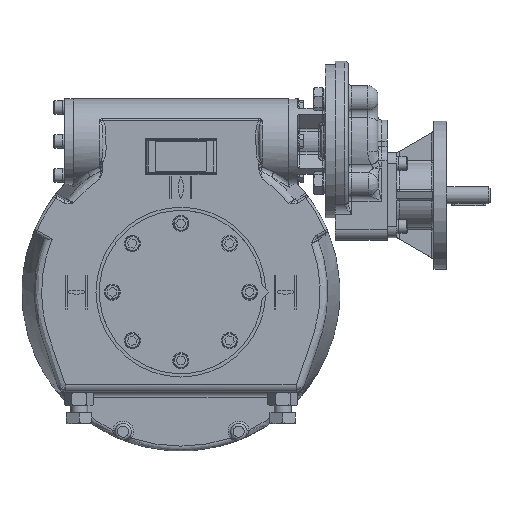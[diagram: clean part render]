
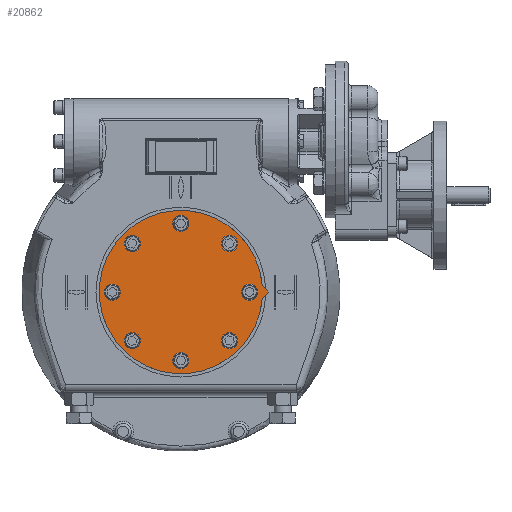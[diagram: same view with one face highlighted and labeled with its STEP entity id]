
A CAD part, top view. The second image highlights one B-rep face of the part: STEP entity #20862.
In plain terms, the highlighted planar face has unit normal (0, 0, 1).
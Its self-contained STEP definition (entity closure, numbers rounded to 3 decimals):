
#2197=CIRCLE('',#25794,96.25);
#2206=CIRCLE('',#25807,6.5);
#2207=CIRCLE('',#25808,6.5);
#2208=CIRCLE('',#25809,6.5);
#2209=CIRCLE('',#25810,6.5);
#2210=CIRCLE('',#25811,6.5);
#2211=CIRCLE('',#25812,6.5);
#2212=CIRCLE('',#25813,6.5);
#2213=CIRCLE('',#25814,6.5);
#7157=ORIENTED_EDGE('',*,*,#10781,.F.);
#7158=ORIENTED_EDGE('',*,*,#10782,.F.);
#7159=ORIENTED_EDGE('',*,*,#10783,.F.);
#7160=ORIENTED_EDGE('',*,*,#10784,.F.);
#7161=ORIENTED_EDGE('',*,*,#10785,.F.);
#7162=ORIENTED_EDGE('',*,*,#10786,.F.);
#7163=ORIENTED_EDGE('',*,*,#10787,.F.);
#7164=ORIENTED_EDGE('',*,*,#10788,.F.);
#7165=ORIENTED_EDGE('',*,*,#10766,.T.);
#7166=ORIENTED_EDGE('',*,*,#10770,.T.);
#7167=ORIENTED_EDGE('',*,*,#10772,.T.);
#10766=EDGE_CURVE('',#13241,#13240,#2197,.T.);
#10770=EDGE_CURVE('',#13240,#13243,#14776,.T.);
#10772=EDGE_CURVE('',#13243,#13241,#14778,.T.);
#10781=EDGE_CURVE('',#13252,#13252,#2206,.T.);
#10782=EDGE_CURVE('',#13253,#13253,#2207,.T.);
#10783=EDGE_CURVE('',#13254,#13254,#2208,.T.);
#10784=EDGE_CURVE('',#13255,#13255,#2209,.T.);
#10785=EDGE_CURVE('',#13256,#13256,#2210,.T.);
#10786=EDGE_CURVE('',#13257,#13257,#2211,.T.);
#10787=EDGE_CURVE('',#13258,#13258,#2212,.T.);
#10788=EDGE_CURVE('',#13259,#13259,#2213,.T.);
#13240=VERTEX_POINT('',#51678);
#13241=VERTEX_POINT('',#51680);
#13243=VERTEX_POINT('',#51686);
#13252=VERTEX_POINT('',#51710);
#13253=VERTEX_POINT('',#51712);
#13254=VERTEX_POINT('',#51714);
#13255=VERTEX_POINT('',#51716);
#13256=VERTEX_POINT('',#51718);
#13257=VERTEX_POINT('',#51720);
#13258=VERTEX_POINT('',#51722);
#13259=VERTEX_POINT('',#51724);
#14776=LINE('',#51687,#16183);
#14778=LINE('',#51690,#16185);
#16183=VECTOR('',#30776,1000.);
#16185=VECTOR('',#30780,1000.);
#17617=EDGE_LOOP('',(#7157));
#17618=EDGE_LOOP('',(#7158));
#17619=EDGE_LOOP('',(#7159));
#17620=EDGE_LOOP('',(#7160));
#17621=EDGE_LOOP('',(#7161));
#17622=EDGE_LOOP('',(#7162));
#17623=EDGE_LOOP('',(#7163));
#17624=EDGE_LOOP('',(#7164));
#17625=EDGE_LOOP('',(#7165,#7166,#7167));
#19121=FACE_BOUND('',#17617,.T.);
#19122=FACE_BOUND('',#17618,.T.);
#19123=FACE_BOUND('',#17619,.T.);
#19124=FACE_BOUND('',#17620,.T.);
#19125=FACE_BOUND('',#17621,.T.);
#19126=FACE_BOUND('',#17622,.T.);
#19127=FACE_BOUND('',#17623,.T.);
#19128=FACE_BOUND('',#17624,.T.);
#19129=FACE_BOUND('',#17625,.T.);
#19781=PLANE('',#25806);
#20862=ADVANCED_FACE('',(#19121,#19122,#19123,#19124,#19125,#19126,#19127,
#19128,#19129),#19781,.T.);
#25794=AXIS2_PLACEMENT_3D('',#51679,#30769,#30770);
#25806=AXIS2_PLACEMENT_3D('',#51708,#30799,#30800);
#25807=AXIS2_PLACEMENT_3D('',#51709,#30801,#30802);
#25808=AXIS2_PLACEMENT_3D('',#51711,#30803,#30804);
#25809=AXIS2_PLACEMENT_3D('',#51713,#30805,#30806);
#25810=AXIS2_PLACEMENT_3D('',#51715,#30807,#30808);
#25811=AXIS2_PLACEMENT_3D('',#51717,#30809,#30810);
#25812=AXIS2_PLACEMENT_3D('',#51719,#30811,#30812);
#25813=AXIS2_PLACEMENT_3D('',#51721,#30813,#30814);
#25814=AXIS2_PLACEMENT_3D('',#51723,#30815,#30816);
#30769=DIRECTION('',(0.,0.,1.));
#30770=DIRECTION('',(1.,0.,0.));
#30776=DIRECTION('',(0.707,0.707,0.));
#30780=DIRECTION('',(-0.707,0.707,0.));
#30799=DIRECTION('',(0.,0.,1.));
#30800=DIRECTION('',(1.,0.,0.));
#30801=DIRECTION('',(0.,0.,1.));
#30802=DIRECTION('',(0.707,0.707,0.));
#30803=DIRECTION('',(0.,0.,1.));
#30804=DIRECTION('',(0.,1.,0.));
#30805=DIRECTION('',(0.,0.,1.));
#30806=DIRECTION('',(-0.707,0.707,0.));
#30807=DIRECTION('',(0.,0.,1.));
#30808=DIRECTION('',(-1.,0.,0.));
#30809=DIRECTION('',(0.,0.,1.));
#30810=DIRECTION('',(-0.707,-0.707,0.));
#30811=DIRECTION('',(0.,0.,1.));
#30812=DIRECTION('',(0.,-1.,0.));
#30813=DIRECTION('',(0.,0.,1.));
#30814=DIRECTION('',(0.707,-0.707,0.));
#30815=DIRECTION('',(0.,0.,1.));
#30816=DIRECTION('',(1.,0.,0.));
#51678=CARTESIAN_POINT('',(95.932,-7.818,54.15));
#51679=CARTESIAN_POINT('',(0.,0.,54.15));
#51680=CARTESIAN_POINT('',(95.932,7.818,54.15));
#51686=CARTESIAN_POINT('',(103.75,0.,54.15));
#51687=CARTESIAN_POINT('',(95.932,-7.818,54.15));
#51690=CARTESIAN_POINT('',(103.75,0.,54.15));
#51708=CARTESIAN_POINT('',(0.,0.,54.15));
#51709=CARTESIAN_POINT('',(-57.276,57.276,54.15));
#51710=CARTESIAN_POINT('',(-52.679,61.872,54.15));
#51711=CARTESIAN_POINT('',(-81.,0.,54.15));
#51712=CARTESIAN_POINT('',(-81.,6.5,54.15));
#51713=CARTESIAN_POINT('',(-57.276,-57.276,54.15));
#51714=CARTESIAN_POINT('',(-61.872,-52.679,54.15));
#51715=CARTESIAN_POINT('',(0.,-81.,54.15));
#51716=CARTESIAN_POINT('',(-6.5,-81.,54.15));
#51717=CARTESIAN_POINT('',(57.276,-57.276,54.15));
#51718=CARTESIAN_POINT('',(52.679,-61.872,54.15));
#51719=CARTESIAN_POINT('',(81.,0.,54.15));
#51720=CARTESIAN_POINT('',(81.,-6.5,54.15));
#51721=CARTESIAN_POINT('',(57.276,57.276,54.15));
#51722=CARTESIAN_POINT('',(61.872,52.679,54.15));
#51723=CARTESIAN_POINT('',(0.,81.,54.15));
#51724=CARTESIAN_POINT('',(6.5,81.,54.15));
